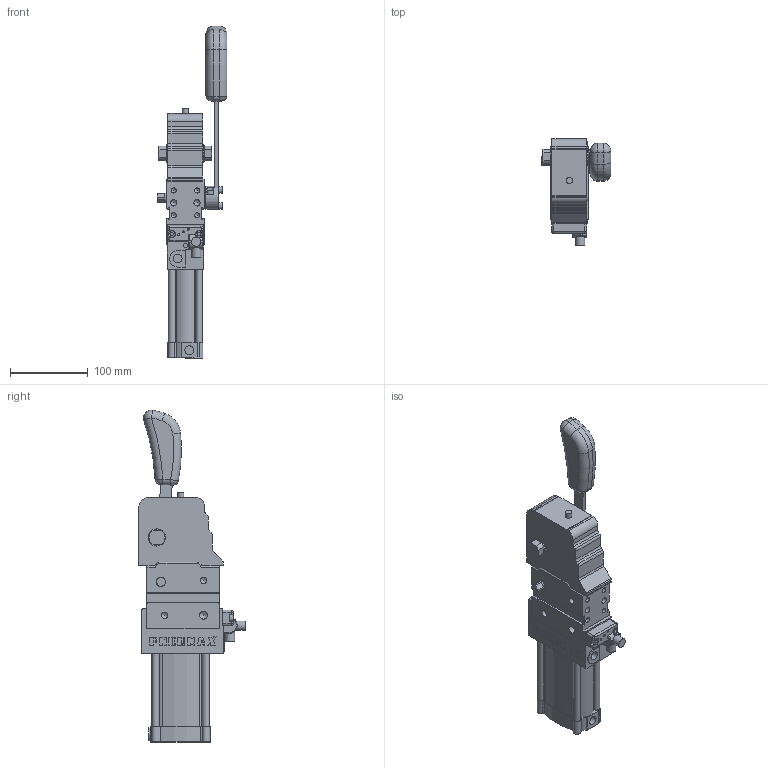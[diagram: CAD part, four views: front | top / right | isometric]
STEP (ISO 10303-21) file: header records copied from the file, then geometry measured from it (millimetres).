
FILE_DESCRIPTION(/* description */ (''),/* implementation_level */ '2;1');
FILE_NAME(/* name */ 'C1D150EG###.stp',/* time_stamp */ '2015-06-30T11:15:17+02:00',/* author */ ('donadda1'),/* organization */ ('Pneumax S.p.A.'),/* preprocessor_version */ 'ST-DEVELOPER v15.2',/* originating_system */ 'Autodesk Inventor 2014',/* authorisation */ '');
FILE_SCHEMA (('AUTOMOTIVE_DESIGN { 1 0 10303 214 3 1 1 }'));
Length unit declared in the file: millimetre
Products named in the file (5): CHIUSURA 50-MANUALE; SENSOR_PNX; SENSOR_PNX_CONN_90°; HAND-LEVER-D1; C1D150EG###
Bounding box: 90 x 137.17 x 427.02 mm (x, y, z)
Volume: 1351644.6 mm3; surface area: 140281.5 mm2
Topology: 4 solids, 4 shells, 505 faces, 1396 edges, 956 vertices
Faces by surface type: plane 278, cylinder 168, cone 26, torus 16, bspline 13, sphere 4
Full cylindrical faces by diameter (mm): 4.134 x2, 5 x4, 5.489 x4, 6.647 x8, 7.9 x1, 8 x4, 8.376 x4, 8.5 x8, 10 x2, 11.445 x2, 12 x4, 17 x2, 22 x3, 30 x1
Entity records: 16216 total; most frequent: CARTESIAN_POINT 3216, DIRECTION 2761, ORIENTED_EDGE 2584, EDGE_CURVE 1292, AXIS2_PLACEMENT_3D 997, VERTEX_POINT 923, LINE 767, VECTOR 767
